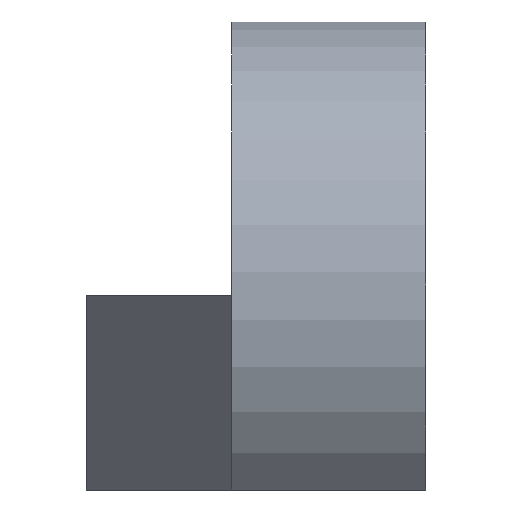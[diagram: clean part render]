
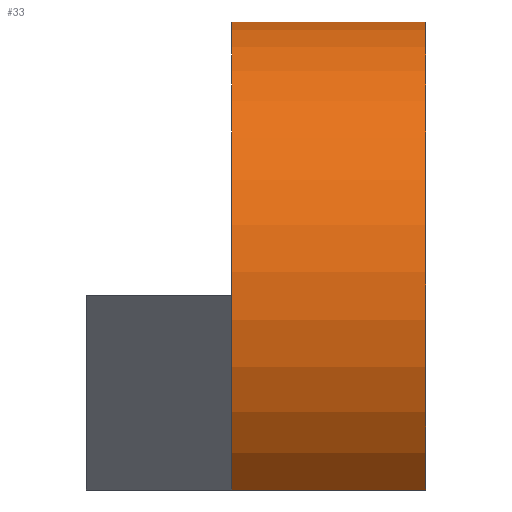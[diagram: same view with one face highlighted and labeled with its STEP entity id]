
A CAD part, left-side view. The second image highlights one B-rep face of the part: STEP entity #33.
In plain terms, the highlighted cylindrical face has radius 2.828 mm (diameter 5.657 mm), a partial arc.
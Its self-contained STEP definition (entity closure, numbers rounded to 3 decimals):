
#1 = CARTESIAN_POINT ( 'NONE',  ( 0., 0., -4. ) ) ;
#10 = EDGE_CURVE ( 'NONE', #436, #397, #302, .T. ) ;
#33 = ADVANCED_FACE ( 'NONE', ( #247 ), #209, .T. ) ;
#36 = DIRECTION ( 'NONE',  ( 0., 0., 1. ) ) ;
#40 = CARTESIAN_POINT ( 'NONE',  ( 4., 0., 0. ) ) ;
#64 = CARTESIAN_POINT ( 'NONE',  ( 2., 0., -2. ) ) ;
#99 = ORIENTED_EDGE ( 'NONE', *, *, #166, .T. ) ;
#103 = DIRECTION ( 'NONE',  ( 0., 0., 1. ) ) ;
#110 = CARTESIAN_POINT ( 'NONE',  ( 2., 2., -2. ) ) ;
#126 = CIRCLE ( 'NONE', #380, 2.828 ) ;
#131 = CARTESIAN_POINT ( 'NONE',  ( 0., 2., -4. ) ) ;
#139 = CARTESIAN_POINT ( 'NONE',  ( 0., 2., -4. ) ) ;
#161 = CARTESIAN_POINT ( 'NONE',  ( 4., 2., 0. ) ) ;
#166 = EDGE_CURVE ( 'NONE', #397, #513, #284, .T. ) ;
#177 = VECTOR ( 'NONE', #288, 1000. ) ;
#209 = CYLINDRICAL_SURFACE ( 'NONE', #433, 2.828 ) ;
#232 = LINE ( 'NONE', #161, #177 ) ;
#235 = ORIENTED_EDGE ( 'NONE', *, *, #242, .F. ) ;
#238 = DIRECTION ( 'NONE',  ( 0., 1., 0. ) ) ;
#239 = AXIS2_PLACEMENT_3D ( 'NONE', #64, #307, #103 ) ;
#242 = EDGE_CURVE ( 'NONE', #436, #390, #126, .T. ) ;
#247 = FACE_OUTER_BOUND ( 'NONE', #519, .T. ) ;
#268 = DIRECTION ( 'NONE',  ( 0., -1., 0. ) ) ;
#269 = ORIENTED_EDGE ( 'NONE', *, *, #318, .F. ) ;
#273 = VECTOR ( 'NONE', #411, 1000. ) ;
#284 = CIRCLE ( 'NONE', #239, 2.828 ) ;
#288 = DIRECTION ( 'NONE',  ( 0., -1., 0. ) ) ;
#299 = ORIENTED_EDGE ( 'NONE', *, *, #10, .T. ) ;
#302 = LINE ( 'NONE', #139, #273 ) ;
#307 = DIRECTION ( 'NONE',  ( 0., 1., 0. ) ) ;
#318 = EDGE_CURVE ( 'NONE', #390, #513, #232, .T. ) ;
#367 = CARTESIAN_POINT ( 'NONE',  ( 4., 2., 0. ) ) ;
#376 = DIRECTION ( 'NONE',  ( 0., 0., -1. ) ) ;
#380 = AXIS2_PLACEMENT_3D ( 'NONE', #110, #238, #36 ) ;
#390 = VERTEX_POINT ( 'NONE', #367 ) ;
#397 = VERTEX_POINT ( 'NONE', #1 ) ;
#411 = DIRECTION ( 'NONE',  ( 0., -1., 0. ) ) ;
#433 = AXIS2_PLACEMENT_3D ( 'NONE', #445, #268, #376 ) ;
#436 = VERTEX_POINT ( 'NONE', #131 ) ;
#445 = CARTESIAN_POINT ( 'NONE',  ( 2., 2., -2. ) ) ;
#513 = VERTEX_POINT ( 'NONE', #40 ) ;
#519 = EDGE_LOOP ( 'NONE', ( #99, #269, #235, #299 ) ) ;
